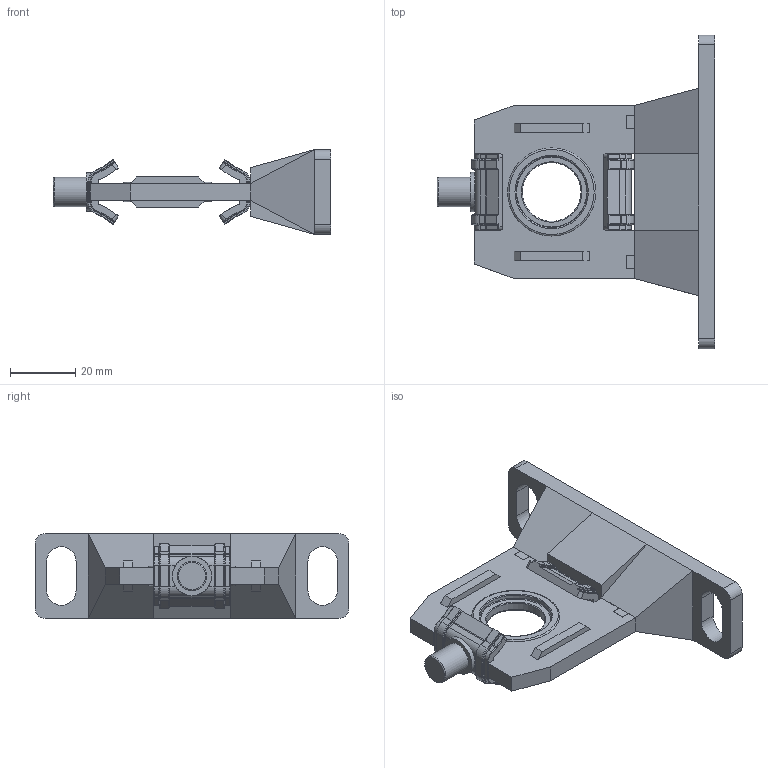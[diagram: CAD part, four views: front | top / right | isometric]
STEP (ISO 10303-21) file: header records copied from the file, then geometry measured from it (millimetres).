
FILE_DESCRIPTION(/* description */ (''),/* implementation_level */ '2;1');
FILE_NAME(/* name */ 'Y400T-A-X260.stp',/* time_stamp */ '2017-05-01T08:48:17+10:00',/* author */ ('daud'),/* organization */ (''),/* preprocessor_version */ 'ST-DEVELOPER v16.5',/* originating_system */ 'Autodesk Inventor 2017',/* authorisation */ '');
FILE_SCHEMA (('AUTOMOTIVE_DESIGN { 1 0 10303 214 3 1 1 }'));
Length unit declared in the file: millimetre
Products named in the file (6): Y400T-A; Y400T-A.step_Spacer Body_Y400; Y400T-A.step_Seal_Y400; Y400T-A.step_Clamp_Y400F; Y400T-A.step_Clamp_Y400R; Y400T-A.step_Mnt Bracket_Y400T
Assembly tree (5 placements, depth 2):
  Y400T-A
    Y400T-A.step_Spacer Body_Y400
    Y400T-A.step_Seal_Y400
    Y400T-A.step_Clamp_Y400F
    Y400T-A.step_Clamp_Y400R
    Y400T-A.step_Mnt Bracket_Y400T
Bounding box: 85.1 x 96 x 26 mm (x, y, z)
Volume: 46581.8 mm3; surface area: 19480.7 mm2
Topology: 5 solids, 5 shells, 471 faces, 1119 edges, 671 vertices
Faces by surface type: cylinder 191, plane 175, torus 105
Full cylindrical faces by diameter (mm): 9 x1, 12 x1, 18 x1, 19.674 x2, 21.972 x2, 22.772 x4
Entity records: 13565 total; most frequent: DIRECTION 2544, CARTESIAN_POINT 2246, ORIENTED_EDGE 2192, EDGE_CURVE 1096, AXIS2_PLACEMENT_3D 966, VERTEX_POINT 668, LINE 612, VECTOR 612
